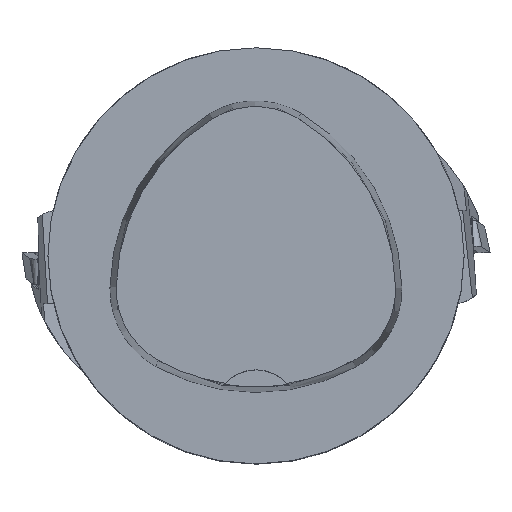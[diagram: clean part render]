
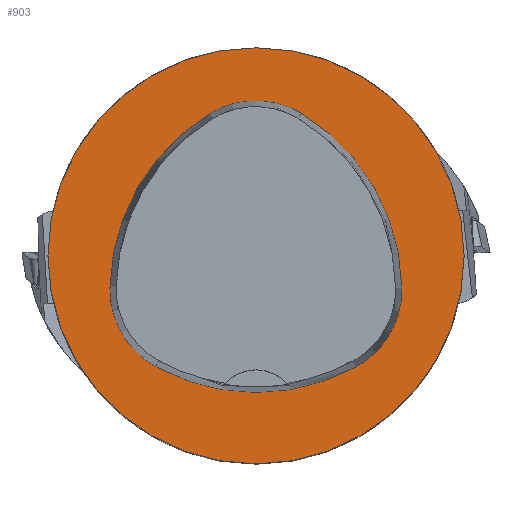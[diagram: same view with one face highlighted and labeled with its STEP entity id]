
A CAD part, top view. The second image highlights one B-rep face of the part: STEP entity #903.
In plain terms, the highlighted planar face has unit normal (0, 0, 1).
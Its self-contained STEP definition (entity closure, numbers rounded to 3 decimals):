
#363=FACE_BOUND('',#1552,.T.);
#364=FACE_BOUND('',#1553,.T.);
#469=CIRCLE('',#4919,20.);
#471=CIRCLE('',#4922,8.5);
#473=CIRCLE('',#4925,20.);
#475=CIRCLE('',#4928,8.5);
#479=CIRCLE('',#4933,20.);
#481=CIRCLE('',#4936,8.5);
#484=CIRCLE('',#4941,20.);
#903=ADVANCED_FACE('',(#363,#364),#1066,.T.);
#1066=PLANE('',#4942);
#1552=EDGE_LOOP('',(#2703,#2704,#2705,#2706,#2707,#2708));
#1553=EDGE_LOOP('',(#2709));
#2703=ORIENTED_EDGE('',*,*,#3740,.T.);
#2704=ORIENTED_EDGE('',*,*,#3720,.T.);
#2705=ORIENTED_EDGE('',*,*,#3724,.T.);
#2706=ORIENTED_EDGE('',*,*,#3727,.T.);
#2707=ORIENTED_EDGE('',*,*,#3730,.T.);
#2708=ORIENTED_EDGE('',*,*,#3738,.T.);
#2709=ORIENTED_EDGE('',*,*,#3743,.F.);
#3140=VERTEX_POINT('',#8027);
#3141=VERTEX_POINT('',#8028);
#3144=VERTEX_POINT('',#8036);
#3146=VERTEX_POINT('',#8042);
#3148=VERTEX_POINT('',#8048);
#3155=VERTEX_POINT('',#8069);
#3156=VERTEX_POINT('',#8079);
#3720=EDGE_CURVE('',#3140,#3141,#469,.T.);
#3724=EDGE_CURVE('',#3141,#3144,#471,.T.);
#3727=EDGE_CURVE('',#3144,#3146,#473,.T.);
#3730=EDGE_CURVE('',#3146,#3148,#475,.T.);
#3738=EDGE_CURVE('',#3148,#3155,#479,.T.);
#3740=EDGE_CURVE('',#3155,#3140,#481,.T.);
#3743=EDGE_CURVE('',#3156,#3156,#484,.T.);
#4919=AXIS2_PLACEMENT_3D('',#8026,#5960,#5961);
#4922=AXIS2_PLACEMENT_3D('',#8035,#5968,#5969);
#4925=AXIS2_PLACEMENT_3D('',#8041,#5975,#5976);
#4928=AXIS2_PLACEMENT_3D('',#8047,#5982,#5983);
#4933=AXIS2_PLACEMENT_3D('',#8070,#5994,#5995);
#4936=AXIS2_PLACEMENT_3D('',#8073,#6000,#6001);
#4941=AXIS2_PLACEMENT_3D('',#8078,#6010,#6011);
#4942=AXIS2_PLACEMENT_3D('',#8080,#6012,#6013);
#5960=DIRECTION('',(0.,0.,-1.));
#5961=DIRECTION('',(-1.,0.,0.));
#5968=DIRECTION('',(0.,0.,-1.));
#5969=DIRECTION('',(-1.,0.,0.));
#5975=DIRECTION('',(0.,0.,-1.));
#5976=DIRECTION('',(-1.,0.,0.));
#5982=DIRECTION('',(0.,0.,-1.));
#5983=DIRECTION('',(-1.,0.,0.));
#5994=DIRECTION('',(0.,0.,-1.));
#5995=DIRECTION('',(-1.,0.,0.));
#6000=DIRECTION('',(0.,0.,-1.));
#6001=DIRECTION('',(-1.,0.,0.));
#6010=DIRECTION('',(0.,0.,-1.));
#6011=DIRECTION('',(-1.,0.,0.));
#6012=DIRECTION('',(0.,0.,1.));
#6013=DIRECTION('',(1.,0.,0.));
#8026=CARTESIAN_POINT('',(5.955,-3.414,0.));
#8027=CARTESIAN_POINT('',(-14.041,-3.042,0.));
#8028=CARTESIAN_POINT('',(-4.472,13.653,0.));
#8035=CARTESIAN_POINT('',(-0.04,6.4,0.));
#8036=CARTESIAN_POINT('',(4.347,13.68,0.));
#8041=CARTESIAN_POINT('',(-5.976,-3.45,0.));
#8042=CARTESIAN_POINT('',(14.021,-3.075,0.));
#8047=CARTESIAN_POINT('',(5.522,-3.235,0.));
#8048=CARTESIAN_POINT('',(9.588,-10.699,0.));
#8069=CARTESIAN_POINT('',(-9.655,-10.639,0.));
#8070=CARTESIAN_POINT('',(0.022,6.864,0.));
#8073=CARTESIAN_POINT('',(-5.543,-3.2,0.));
#8078=CARTESIAN_POINT('',(0.,0.,0.));
#8079=CARTESIAN_POINT('',(-20.,0.,0.));
#8080=CARTESIAN_POINT('',(0.,0.,0.));
